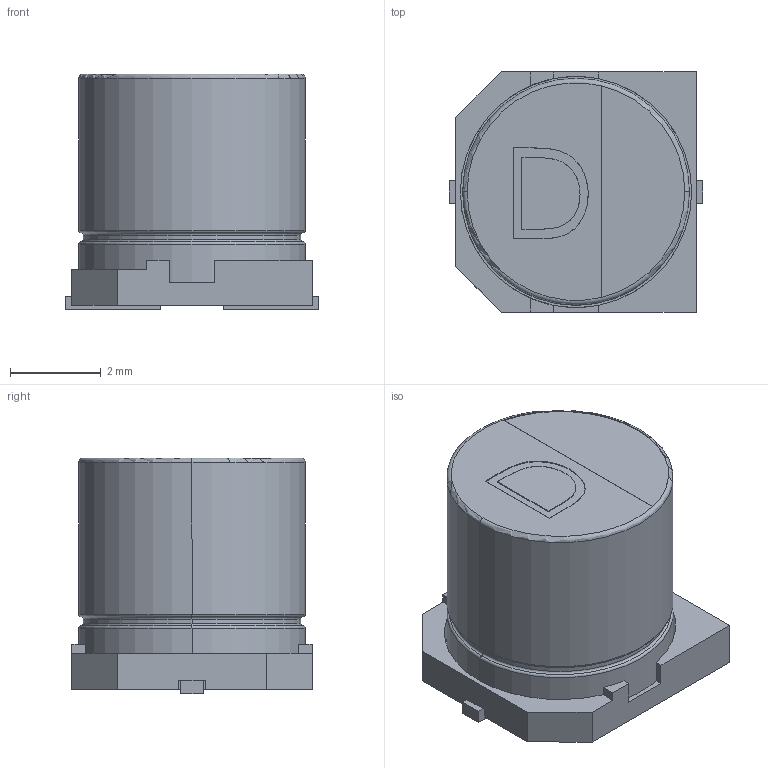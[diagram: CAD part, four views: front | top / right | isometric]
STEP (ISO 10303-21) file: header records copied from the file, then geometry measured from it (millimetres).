
FILE_DESCRIPTION (( 'STEP AP214' ), '1' );
FILE_NAME ('SL-D.STEP', '2008-07-11T14:04:00', ( 'j' ), ( '' ), 'SwSTEP 2.0', 'SolidWorks 2004231', '' );
FILE_SCHEMA (( 'AUTOMOTIVE_DESIGN' ));
Length unit declared in the file: millimetre
Products named in the file (1): SL-D
Bounding box: 5.6 x 5.3 x 5.2 mm (x, y, z)
Volume: 105.6 mm3; surface area: 163.7 mm2
Topology: 1 solids, 1 shells, 78 faces, 198 edges, 125 vertices
Faces by surface type: plane 51, cylinder 10, torus 10, bspline 7
Entity records: 3499 total; most frequent: CARTESIAN_POINT 1083, ORIENTED_EDGE 396, DIRECTION 370, EDGE_CURVE 198, VECTOR 142, LINE 142, VERTEX_POINT 125, AXIS2_PLACEMENT_3D 114
